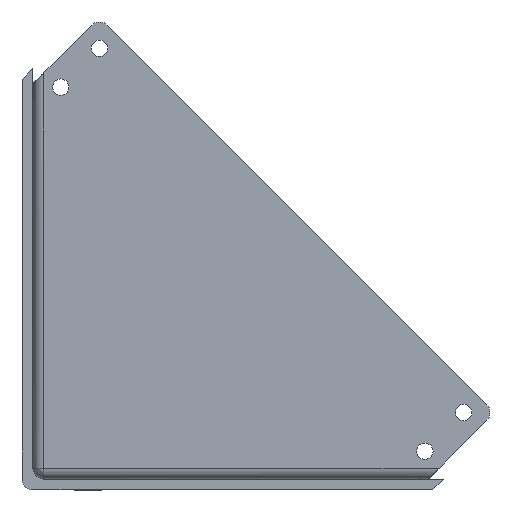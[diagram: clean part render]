
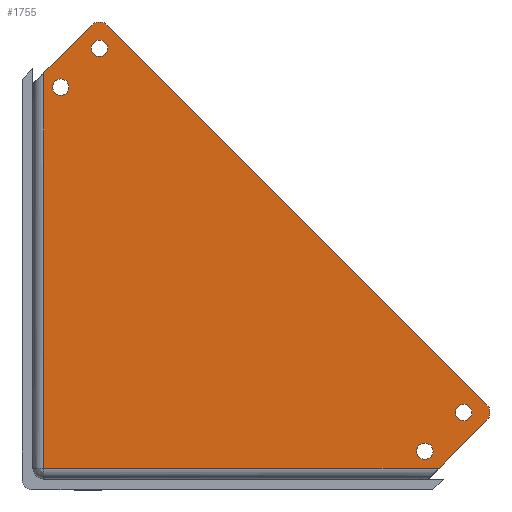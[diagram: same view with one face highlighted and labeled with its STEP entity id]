
A CAD part, left-side view. The second image highlights one B-rep face of the part: STEP entity #1755.
In plain terms, the highlighted planar face has unit normal (-1, 0, 0).
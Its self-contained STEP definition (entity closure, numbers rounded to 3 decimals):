
#25=FACE_BOUND('',#243,.T.);
#26=FACE_BOUND('',#244,.T.);
#27=FACE_BOUND('',#245,.T.);
#28=FACE_BOUND('',#246,.T.);
#56=PLANE('',#1884);
#141=FACE_OUTER_BOUND('',#242,.T.);
#242=EDGE_LOOP('',(#1261,#1262,#1263,#1264,#1265,#1266,#1267,#1268));
#243=EDGE_LOOP('',(#1269));
#244=EDGE_LOOP('',(#1270));
#245=EDGE_LOOP('',(#1271));
#246=EDGE_LOOP('',(#1272));
#370=CIRCLE('',#1880,0.001);
#372=CIRCLE('',#1885,2.);
#373=CIRCLE('',#1886,2.);
#374=CIRCLE('',#1887,1.5);
#375=CIRCLE('',#1888,1.5);
#376=CIRCLE('',#1889,1.5);
#377=CIRCLE('',#1890,1.5);
#420=LINE('',#2571,#622);
#421=LINE('',#2590,#623);
#423=LINE('',#2594,#625);
#424=LINE('',#2598,#626);
#425=LINE('',#2601,#627);
#622=VECTOR('',#2059,10.);
#623=VECTOR('',#2070,10.);
#625=VECTOR('',#2074,10.);
#626=VECTOR('',#2077,10.);
#627=VECTOR('',#2080,10.);
#829=VERTEX_POINT('',#2564);
#832=VERTEX_POINT('',#2569);
#834=VERTEX_POINT('',#2582);
#836=VERTEX_POINT('',#2588);
#837=VERTEX_POINT('',#2593);
#838=VERTEX_POINT('',#2595);
#839=VERTEX_POINT('',#2597);
#840=VERTEX_POINT('',#2599);
#841=VERTEX_POINT('',#2602);
#842=VERTEX_POINT('',#2604);
#843=VERTEX_POINT('',#2606);
#844=VERTEX_POINT('',#2608);
#995=EDGE_CURVE('',#832,#829,#420,.T.);
#997=EDGE_CURVE('',#834,#832,#370,.T.);
#1000=EDGE_CURVE('',#836,#834,#421,.T.);
#1002=EDGE_CURVE('',#836,#837,#423,.T.);
#1003=EDGE_CURVE('',#838,#837,#372,.T.);
#1004=EDGE_CURVE('',#838,#839,#424,.T.);
#1005=EDGE_CURVE('',#840,#839,#373,.T.);
#1006=EDGE_CURVE('',#840,#829,#425,.T.);
#1007=EDGE_CURVE('',#841,#841,#374,.T.);
#1008=EDGE_CURVE('',#842,#842,#375,.T.);
#1009=EDGE_CURVE('',#843,#843,#376,.T.);
#1010=EDGE_CURVE('',#844,#844,#377,.T.);
#1261=ORIENTED_EDGE('',*,*,#995,.F.);
#1262=ORIENTED_EDGE('',*,*,#997,.F.);
#1263=ORIENTED_EDGE('',*,*,#1000,.F.);
#1264=ORIENTED_EDGE('',*,*,#1002,.T.);
#1265=ORIENTED_EDGE('',*,*,#1003,.F.);
#1266=ORIENTED_EDGE('',*,*,#1004,.T.);
#1267=ORIENTED_EDGE('',*,*,#1005,.F.);
#1268=ORIENTED_EDGE('',*,*,#1006,.T.);
#1269=ORIENTED_EDGE('',*,*,#1007,.T.);
#1270=ORIENTED_EDGE('',*,*,#1008,.T.);
#1271=ORIENTED_EDGE('',*,*,#1009,.T.);
#1272=ORIENTED_EDGE('',*,*,#1010,.T.);
#1755=ADVANCED_FACE('',(#141,#25,#26,#27,#28),#56,.T.);
#1880=AXIS2_PLACEMENT_3D('',#2584,#2062,#2063);
#1884=AXIS2_PLACEMENT_3D('',#2592,#2072,#2073);
#1885=AXIS2_PLACEMENT_3D('',#2596,#2075,#2076);
#1886=AXIS2_PLACEMENT_3D('',#2600,#2078,#2079);
#1887=AXIS2_PLACEMENT_3D('',#2603,#2081,#2082);
#1888=AXIS2_PLACEMENT_3D('',#2605,#2083,#2084);
#1889=AXIS2_PLACEMENT_3D('',#2607,#2085,#2086);
#1890=AXIS2_PLACEMENT_3D('',#2609,#2087,#2088);
#2059=DIRECTION('',(0.,0.,1.));
#2062=DIRECTION('center_axis',(1.,0.,0.));
#2063=DIRECTION('ref_axis',(0.,0.707,-0.707));
#2070=DIRECTION('',(0.,1.,0.));
#2072=DIRECTION('center_axis',(-1.,0.,0.));
#2073=DIRECTION('ref_axis',(0.,0.,1.));
#2074=DIRECTION('',(0.,-0.707,0.707));
#2075=DIRECTION('center_axis',(1.,0.,0.));
#2076=DIRECTION('ref_axis',(0.,-1.,0.));
#2077=DIRECTION('',(0.,0.707,0.707));
#2078=DIRECTION('center_axis',(1.,0.,0.));
#2079=DIRECTION('ref_axis',(0.,0.,1.));
#2080=DIRECTION('',(0.,0.707,-0.707));
#2081=DIRECTION('center_axis',(1.,0.,0.));
#2082=DIRECTION('ref_axis',(0.,-1.,0.));
#2083=DIRECTION('center_axis',(1.,0.,0.));
#2084=DIRECTION('ref_axis',(0.,-1.,0.));
#2085=DIRECTION('center_axis',(1.,0.,0.));
#2086=DIRECTION('ref_axis',(0.,-1.,0.));
#2087=DIRECTION('center_axis',(1.,0.,0.));
#2088=DIRECTION('ref_axis',(0.,-1.,0.));
#2564=CARTESIAN_POINT('',(-150.176,52.745,74.124));
#2569=CARTESIAN_POINT('',(-150.176,52.745,2.));
#2571=CARTESIAN_POINT('',(-150.176,52.745,21.067));
#2582=CARTESIAN_POINT('',(-150.176,52.744,1.999));
#2584=CARTESIAN_POINT('Origin',(-150.176,52.744,2.));
#2588=CARTESIAN_POINT('',(-150.176,-19.38,1.999));
#2590=CARTESIAN_POINT('',(-150.176,33.677,1.999));
#2592=CARTESIAN_POINT('Origin',(-150.176,12.611,42.134));
#2593=CARTESIAN_POINT('',(-150.176,-28.109,10.728));
#2594=CARTESIAN_POINT('',(-150.176,-30.937,13.556));
#2595=CARTESIAN_POINT('',(-150.176,-28.109,13.556));
#2596=CARTESIAN_POINT('Origin',(-150.176,-26.694,12.142));
#2597=CARTESIAN_POINT('',(-150.176,41.188,82.853));
#2598=CARTESIAN_POINT('',(-150.176,44.016,85.681));
#2599=CARTESIAN_POINT('',(-150.176,44.016,82.853));
#2600=CARTESIAN_POINT('Origin',(-150.176,42.602,81.439));
#2601=CARTESIAN_POINT('',(-150.176,41.188,85.681));
#2602=CARTESIAN_POINT('',(-150.176,-15.295,5.071));
#2603=CARTESIAN_POINT('Origin',(-150.176,-16.795,5.071));
#2604=CARTESIAN_POINT('',(-150.176,44.102,78.61));
#2605=CARTESIAN_POINT('Origin',(-150.176,42.602,78.61));
#2606=CARTESIAN_POINT('',(-150.176,-22.366,12.142));
#2607=CARTESIAN_POINT('Origin',(-150.176,-23.866,12.142));
#2608=CARTESIAN_POINT('',(-150.176,51.173,71.539));
#2609=CARTESIAN_POINT('Origin',(-150.176,49.673,71.539));
